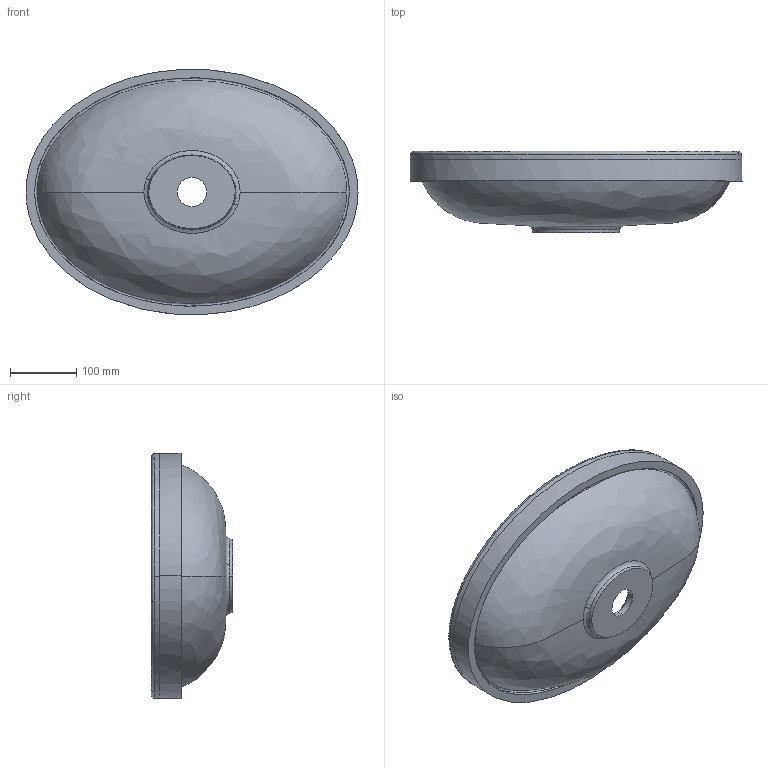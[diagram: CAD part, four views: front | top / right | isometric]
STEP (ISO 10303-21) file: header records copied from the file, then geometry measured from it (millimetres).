
FILE_DESCRIPTION (( 'STEP AP203' ), '1' );
FILE_NAME ('6229270510.step', '2020-12-18T12:34:54', ( 'admin' ), ( '' ), 'SwSTEP 2.0', 'SolidWorks 2019', '' );
FILE_SCHEMA (( 'CONFIG_CONTROL_DESIGN' ));
Length unit declared in the file: millimetre
Products named in the file (1): 6229270510
Bounding box: 500 x 122.94 x 369.15 mm (x, y, z)
Volume: 3161596.6 mm3; surface area: 446501.7 mm2
Topology: 1 solids, 1 shells, 26 faces, 70 edges, 46 vertices
Faces by surface type: bspline 20, cone 2, cylinder 2, plane 2
Entity records: 17690 total; most frequent: CARTESIAN_POINT 17118, ORIENTED_EDGE 140, EDGE_CURVE 70, B_SPLINE_CURVE_WITH_KNOTS 54, VERTEX_POINT 46, DIRECTION 42, EDGE_LOOP 28, FACE_OUTER_BOUND 26
